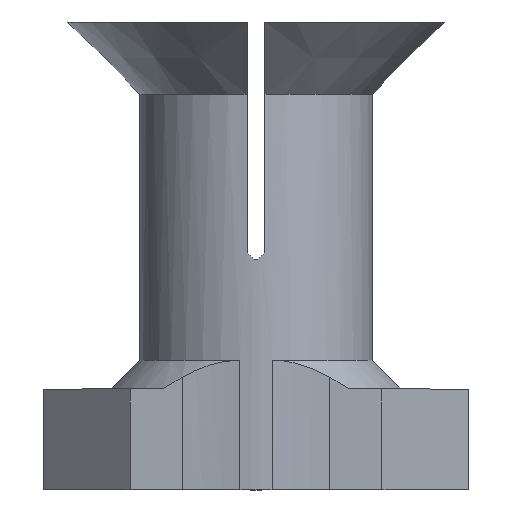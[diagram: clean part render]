
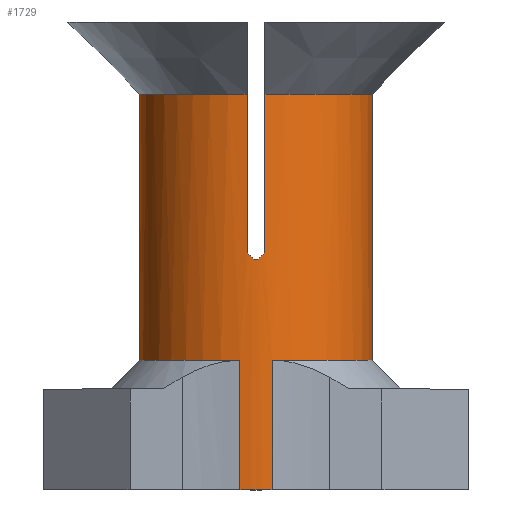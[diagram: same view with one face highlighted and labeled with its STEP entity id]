
A CAD part, top view. The second image highlights one B-rep face of the part: STEP entity #1729.
In plain terms, the highlighted cylindrical face has radius 16.2 mm (diameter 32.4 mm), a full revolution.
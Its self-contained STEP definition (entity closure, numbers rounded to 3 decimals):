
#16=ELLIPSE('',#1852,22.91,16.2);
#17=ELLIPSE('',#1854,22.91,16.2);
#18=ELLIPSE('',#1855,22.91,16.2);
#19=ELLIPSE('',#1857,22.91,16.2);
#34=FACE_BOUND('',#601,.T.);
#55=CYLINDRICAL_SURFACE('',#1847,16.2);
#81=LINE('',#2533,#253);
#84=LINE('',#2543,#256);
#88=LINE('',#2574,#260);
#92=LINE('',#2597,#264);
#94=LINE('',#2606,#266);
#95=LINE('',#2610,#267);
#96=LINE('',#2613,#268);
#97=LINE('',#2620,#269);
#253=VECTOR('',#2028,10.);
#256=VECTOR('',#2033,10.);
#260=VECTOR('',#2049,10.);
#264=VECTOR('',#2057,10.);
#266=VECTOR('',#2067,10.);
#267=VECTOR('',#2070,10.);
#268=VECTOR('',#2073,10.);
#269=VECTOR('',#2080,10.);
#501=FACE_OUTER_BOUND('',#600,.T.);
#600=EDGE_LOOP('',(#1277,#1278,#1279,#1280,#1281,#1282,#1283,#1284));
#601=EDGE_LOOP('',(#1285,#1286,#1287,#1288,#1289,#1290,#1291,#1292,#1293,
#1294,#1295,#1296));
#707=CIRCLE('',#1839,16.2);
#708=CIRCLE('',#1841,16.2);
#711=CIRCLE('',#1848,16.2);
#712=CIRCLE('',#1849,16.2);
#713=CIRCLE('',#1850,16.2);
#714=CIRCLE('',#1851,16.2);
#715=CIRCLE('',#1853,16.2);
#716=CIRCLE('',#1856,16.2);
#786=VERTEX_POINT('',#2528);
#787=VERTEX_POINT('',#2532);
#789=VERTEX_POINT('',#2538);
#790=VERTEX_POINT('',#2542);
#792=VERTEX_POINT('',#2548);
#793=VERTEX_POINT('',#2554);
#794=VERTEX_POINT('',#2560);
#797=VERTEX_POINT('',#2572);
#802=VERTEX_POINT('',#2587);
#803=VERTEX_POINT('',#2596);
#805=VERTEX_POINT('',#2603);
#806=VERTEX_POINT('',#2605);
#807=VERTEX_POINT('',#2607);
#808=VERTEX_POINT('',#2609);
#809=VERTEX_POINT('',#2612);
#810=VERTEX_POINT('',#2614);
#811=VERTEX_POINT('',#2616);
#812=VERTEX_POINT('',#2619);
#813=VERTEX_POINT('',#2621);
#814=VERTEX_POINT('',#2623);
#968=EDGE_CURVE('',#787,#786,#81,.T.);
#972=EDGE_CURVE('',#790,#789,#84,.T.);
#975=EDGE_CURVE('',#792,#789,#707,.T.);
#977=EDGE_CURVE('',#793,#786,#708,.T.);
#982=EDGE_CURVE('',#797,#794,#88,.T.);
#988=EDGE_CURVE('',#802,#803,#92,.T.);
#991=EDGE_CURVE('',#797,#803,#711,.T.);
#992=EDGE_CURVE('',#805,#802,#712,.T.);
#993=EDGE_CURVE('',#806,#805,#94,.T.);
#994=EDGE_CURVE('',#806,#807,#713,.T.);
#995=EDGE_CURVE('',#808,#807,#95,.T.);
#996=EDGE_CURVE('',#794,#808,#714,.T.);
#997=EDGE_CURVE('',#792,#809,#96,.T.);
#998=EDGE_CURVE('',#810,#809,#16,.T.);
#999=EDGE_CURVE('',#810,#811,#715,.T.);
#1000=EDGE_CURVE('',#787,#811,#17,.T.);
#1001=EDGE_CURVE('',#793,#812,#97,.T.);
#1002=EDGE_CURVE('',#813,#812,#18,.T.);
#1003=EDGE_CURVE('',#813,#814,#716,.T.);
#1004=EDGE_CURVE('',#790,#814,#19,.T.);
#1277=ORIENTED_EDGE('',*,*,#982,.F.);
#1278=ORIENTED_EDGE('',*,*,#991,.T.);
#1279=ORIENTED_EDGE('',*,*,#988,.F.);
#1280=ORIENTED_EDGE('',*,*,#992,.F.);
#1281=ORIENTED_EDGE('',*,*,#993,.F.);
#1282=ORIENTED_EDGE('',*,*,#994,.T.);
#1283=ORIENTED_EDGE('',*,*,#995,.F.);
#1284=ORIENTED_EDGE('',*,*,#996,.F.);
#1285=ORIENTED_EDGE('',*,*,#972,.T.);
#1286=ORIENTED_EDGE('',*,*,#975,.F.);
#1287=ORIENTED_EDGE('',*,*,#997,.T.);
#1288=ORIENTED_EDGE('',*,*,#998,.F.);
#1289=ORIENTED_EDGE('',*,*,#999,.T.);
#1290=ORIENTED_EDGE('',*,*,#1000,.F.);
#1291=ORIENTED_EDGE('',*,*,#968,.T.);
#1292=ORIENTED_EDGE('',*,*,#977,.F.);
#1293=ORIENTED_EDGE('',*,*,#1001,.T.);
#1294=ORIENTED_EDGE('',*,*,#1002,.F.);
#1295=ORIENTED_EDGE('',*,*,#1003,.T.);
#1296=ORIENTED_EDGE('',*,*,#1004,.F.);
#1729=ADVANCED_FACE('',(#501,#34),#55,.T.);
#1839=AXIS2_PLACEMENT_3D('',#2549,#2038,#2039);
#1841=AXIS2_PLACEMENT_3D('',#2555,#2042,#2043);
#1847=AXIS2_PLACEMENT_3D('',#2601,#2061,#2062);
#1848=AXIS2_PLACEMENT_3D('',#2602,#2063,#2064);
#1849=AXIS2_PLACEMENT_3D('',#2604,#2065,#2066);
#1850=AXIS2_PLACEMENT_3D('',#2608,#2068,#2069);
#1851=AXIS2_PLACEMENT_3D('',#2611,#2071,#2072);
#1852=AXIS2_PLACEMENT_3D('',#2615,#2074,#2075);
#1853=AXIS2_PLACEMENT_3D('',#2617,#2076,#2077);
#1854=AXIS2_PLACEMENT_3D('',#2618,#2078,#2079);
#1855=AXIS2_PLACEMENT_3D('',#2622,#2081,#2082);
#1856=AXIS2_PLACEMENT_3D('',#2624,#2083,#2084);
#1857=AXIS2_PLACEMENT_3D('',#2625,#2085,#2086);
#2028=DIRECTION('',(0.,1.,0.));
#2033=DIRECTION('',(0.,1.,0.));
#2038=DIRECTION('center_axis',(0.,1.,0.));
#2039=DIRECTION('ref_axis',(1.,0.,0.));
#2042=DIRECTION('center_axis',(0.,1.,0.));
#2043=DIRECTION('ref_axis',(1.,0.,0.));
#2049=DIRECTION('',(0.,1.,0.));
#2057=DIRECTION('',(0.,-1.,0.));
#2061=DIRECTION('center_axis',(0.,1.,0.));
#2062=DIRECTION('ref_axis',(1.,0.,0.));
#2063=DIRECTION('center_axis',(0.,1.,0.));
#2064=DIRECTION('ref_axis',(1.,0.,0.));
#2065=DIRECTION('center_axis',(0.,-1.,0.));
#2066=DIRECTION('ref_axis',(-1.,0.,0.));
#2067=DIRECTION('',(0.,1.,0.));
#2068=DIRECTION('center_axis',(0.,1.,0.));
#2069=DIRECTION('ref_axis',(1.,0.,0.));
#2070=DIRECTION('',(0.,-1.,0.));
#2071=DIRECTION('center_axis',(0.,-1.,0.));
#2072=DIRECTION('ref_axis',(1.,0.,0.));
#2073=DIRECTION('',(0.,-1.,0.));
#2074=DIRECTION('center_axis',(0.707,0.707,0.));
#2075=DIRECTION('ref_axis',(0.707,-0.707,0.));
#2076=DIRECTION('center_axis',(0.,-1.,0.));
#2077=DIRECTION('ref_axis',(1.,0.,0.));
#2078=DIRECTION('center_axis',(-0.707,0.707,0.));
#2079=DIRECTION('ref_axis',(0.707,0.707,0.));
#2080=DIRECTION('',(0.,-1.,0.));
#2081=DIRECTION('center_axis',(-0.707,0.707,0.));
#2082=DIRECTION('ref_axis',(0.707,0.707,0.));
#2083=DIRECTION('center_axis',(0.,-1.,0.));
#2084=DIRECTION('ref_axis',(1.,0.,0.));
#2085=DIRECTION('center_axis',(0.707,0.707,0.));
#2086=DIRECTION('ref_axis',(0.707,-0.707,0.));
#2528=CARTESIAN_POINT('',(26.25,55.,-16.152));
#2532=CARTESIAN_POINT('',(26.25,33.,-16.152));
#2533=CARTESIAN_POINT('',(26.25,0.,-16.152));
#2538=CARTESIAN_POINT('',(23.75,55.,16.152));
#2542=CARTESIAN_POINT('',(23.75,33.,16.152));
#2543=CARTESIAN_POINT('',(23.75,0.,16.152));
#2548=CARTESIAN_POINT('',(23.75,55.,-16.152));
#2549=CARTESIAN_POINT('Origin',(25.,55.,0.));
#2554=CARTESIAN_POINT('',(26.25,55.,16.152));
#2555=CARTESIAN_POINT('Origin',(25.,55.,0.));
#2560=CARTESIAN_POINT('',(27.227,18.,-16.046));
#2572=CARTESIAN_POINT('',(27.227,0.,-16.046));
#2574=CARTESIAN_POINT('',(27.227,0.,-16.046));
#2587=CARTESIAN_POINT('',(22.773,18.,-16.046));
#2596=CARTESIAN_POINT('',(22.773,0.,-16.046));
#2597=CARTESIAN_POINT('',(22.773,0.,-16.046));
#2601=CARTESIAN_POINT('Origin',(25.,0.,0.));
#2602=CARTESIAN_POINT('Origin',(25.,0.,0.));
#2603=CARTESIAN_POINT('',(22.773,18.,16.046));
#2604=CARTESIAN_POINT('Origin',(25.,18.,0.));
#2605=CARTESIAN_POINT('',(22.773,0.,16.046));
#2606=CARTESIAN_POINT('',(22.773,0.,16.046));
#2607=CARTESIAN_POINT('',(27.227,0.,16.046));
#2608=CARTESIAN_POINT('Origin',(25.,0.,0.));
#2609=CARTESIAN_POINT('',(27.227,18.,16.046));
#2610=CARTESIAN_POINT('',(27.227,0.,16.046));
#2611=CARTESIAN_POINT('Origin',(25.,18.,0.));
#2612=CARTESIAN_POINT('',(23.75,33.,-16.152));
#2613=CARTESIAN_POINT('',(23.75,0.,-16.152));
#2614=CARTESIAN_POINT('',(24.75,32.,-16.198));
#2615=CARTESIAN_POINT('Origin',(25.,31.75,0.));
#2616=CARTESIAN_POINT('',(25.25,32.,-16.198));
#2617=CARTESIAN_POINT('Origin',(25.,32.,0.));
#2618=CARTESIAN_POINT('Origin',(25.,31.75,0.));
#2619=CARTESIAN_POINT('',(26.25,33.,16.152));
#2620=CARTESIAN_POINT('',(26.25,0.,16.152));
#2621=CARTESIAN_POINT('',(25.25,32.,16.198));
#2622=CARTESIAN_POINT('Origin',(25.,31.75,0.));
#2623=CARTESIAN_POINT('',(24.75,32.,16.198));
#2624=CARTESIAN_POINT('Origin',(25.,32.,0.));
#2625=CARTESIAN_POINT('Origin',(25.,31.75,0.));
